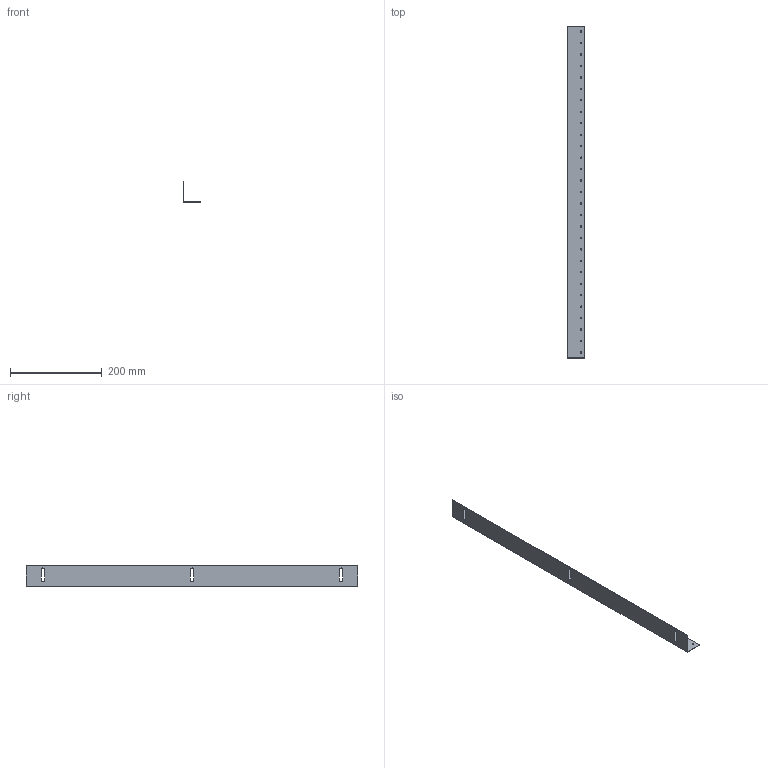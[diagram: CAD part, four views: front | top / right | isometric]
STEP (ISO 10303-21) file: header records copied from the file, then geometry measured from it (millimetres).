
FILE_DESCRIPTION (( 'STEP AP214' ), '1' );
FILE_NAME ('Y-PL-U-4-0 Óãîëîê ëèöåâîé ïàíåëè ÙÌÏ-4 PRO (ê-ò 2 øò.).STEP', '2016-08-12T07:15:18', ( 'user' ), ( '' ), 'SwSTEP 2.0', 'SolidWorks 2014', '' );
FILE_SCHEMA (( 'AUTOMOTIVE_DESIGN' ));
Length unit declared in the file: millimetre
Products named in the file (1): Y-PL-U-4-0 Óãîëîê ëèöåâîé ïàíåëè ÙÌÏ-4 PRO (ê-ò 2 øò.)
Bounding box: 38 x 724 x 45 mm (x, y, z)
Volume: 46967.5 mm3; surface area: 119090.5 mm2
Topology: 1 solids, 1 shells, 81 faces, 237 edges, 158 vertices
Faces by surface type: cylinder 67, plane 14
Entity records: 2927 total; most frequent: DIRECTION 535, CARTESIAN_POINT 477, ORIENTED_EDGE 474, EDGE_CURVE 237, AXIS2_PLACEMENT_3D 216, VERTEX_POINT 158, EDGE_LOOP 145, CIRCLE 134
